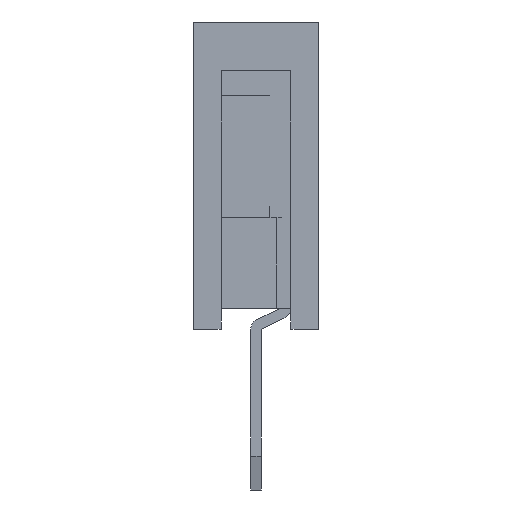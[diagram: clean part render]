
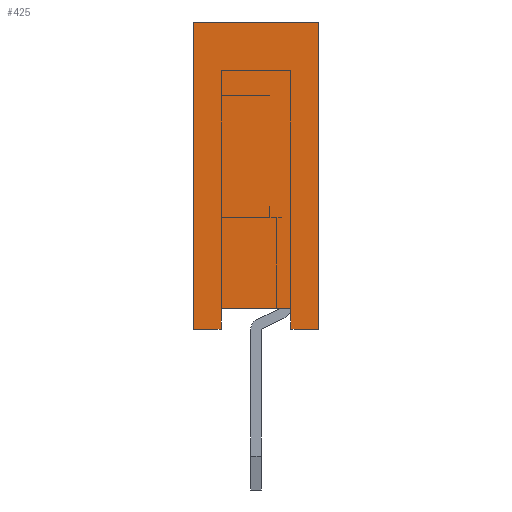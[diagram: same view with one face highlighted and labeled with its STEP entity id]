
A CAD part, left-side view. The second image highlights one B-rep face of the part: STEP entity #425.
In plain terms, the highlighted planar face has unit normal (-1, 0, 0).
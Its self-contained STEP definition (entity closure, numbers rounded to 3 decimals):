
#425=ADVANCED_FACE('',(#17239),#17241,.T.);
#17239=FACE_BOUND('',#17240,.T.);
#17240=EDGE_LOOP('',(#30665,#30666,#30667,#30668,#30669,#30670,#30671,#30672));
#17241=PLANE('',#17242);
#17242=AXIS2_PLACEMENT_3D('',#17243,#17244,#17245);
#17243=CARTESIAN_POINT('',(-0.635,0.9,0.));
#17244=DIRECTION('',(-1.,0.,0.));
#17245=DIRECTION('',(0.,-1.,0.));
#30665=ORIENTED_EDGE('',*,*,#40282,.T.);
#30666=ORIENTED_EDGE('',*,*,#40537,.T.);
#30667=ORIENTED_EDGE('',*,*,#40541,.T.);
#30668=ORIENTED_EDGE('',*,*,#40542,.F.);
#30669=ORIENTED_EDGE('',*,*,#40543,.F.);
#30670=ORIENTED_EDGE('',*,*,#40538,.T.);
#30671=ORIENTED_EDGE('',*,*,#40409,.T.);
#30672=ORIENTED_EDGE('',*,*,#40544,.T.);
#40282=EDGE_CURVE('',#45228,#45225,#45229,.F.);
#40409=EDGE_CURVE('',#45482,#45480,#45483,.F.);
#40537=EDGE_CURVE('',#45225,#45729,#45731,.T.);
#40538=EDGE_CURVE('',#45732,#45482,#45733,.T.);
#40541=EDGE_CURVE('',#45729,#45737,#45738,.T.);
#40542=EDGE_CURVE('',#45739,#45737,#45740,.T.);
#40543=EDGE_CURVE('',#45732,#45739,#45741,.T.);
#40544=EDGE_CURVE('',#45480,#45228,#45742,.T.);
#45225=VERTEX_POINT('',#53305);
#45228=VERTEX_POINT('',#53310);
#45229=LINE('',#53311,#53312);
#45480=VERTEX_POINT('',#53814);
#45482=VERTEX_POINT('',#53818);
#45483=LINE('',#53819,#53820);
#45729=VERTEX_POINT('',#54319);
#45731=LINE('',#54323,#54324);
#45732=VERTEX_POINT('',#54326);
#45733=LINE('',#54327,#54328);
#45737=VERTEX_POINT('',#54337);
#45738=LINE('',#54338,#54339);
#45739=VERTEX_POINT('',#54341);
#45740=LINE('',#54342,#54343);
#45741=LINE('',#54345,#54346);
#45742=LINE('',#54348,#54349);
#53305=CARTESIAN_POINT('',(-0.635,-0.5,0.));
#53310=CARTESIAN_POINT('',(-0.635,-0.5,0.3));
#53311=CARTESIAN_POINT('',(-0.635,-0.5,0.));
#53312=VECTOR('',#53313,1.);
#53313=DIRECTION('',(0.,0.,1.));
#53814=CARTESIAN_POINT('',(-0.635,0.5,0.3));
#53818=CARTESIAN_POINT('',(-0.635,0.5,0.));
#53819=CARTESIAN_POINT('',(-0.635,0.5,0.3));
#53820=VECTOR('',#53821,1.);
#53821=DIRECTION('',(0.,0.,-1.));
#54319=CARTESIAN_POINT('',(-0.635,-0.9,0.));
#54323=CARTESIAN_POINT('',(-0.635,-0.5,0.));
#54324=VECTOR('',#54325,1.);
#54325=DIRECTION('',(0.,-1.,0.));
#54326=CARTESIAN_POINT('',(-0.635,0.9,0.));
#54327=CARTESIAN_POINT('',(-0.635,0.9,0.));
#54328=VECTOR('',#54329,1.);
#54329=DIRECTION('',(0.,-1.,0.));
#54337=CARTESIAN_POINT('',(-0.635,-0.9,4.4));
#54338=CARTESIAN_POINT('',(-0.635,-0.9,0.));
#54339=VECTOR('',#54340,1.);
#54340=DIRECTION('',(0.,0.,1.));
#54341=CARTESIAN_POINT('',(-0.635,0.9,4.4));
#54342=CARTESIAN_POINT('',(-0.635,0.9,4.4));
#54343=VECTOR('',#54344,1.);
#54344=DIRECTION('',(0.,-1.,0.));
#54345=CARTESIAN_POINT('',(-0.635,0.9,0.));
#54346=VECTOR('',#54347,1.);
#54347=DIRECTION('',(0.,0.,1.));
#54348=CARTESIAN_POINT('',(-0.635,0.5,0.3));
#54349=VECTOR('',#54350,1.);
#54350=DIRECTION('',(0.,-1.,0.));
